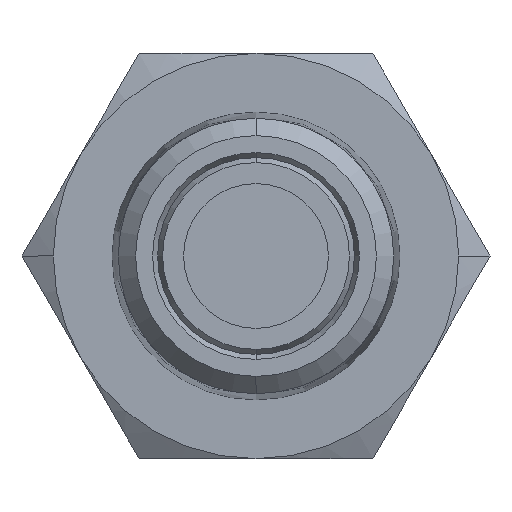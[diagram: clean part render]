
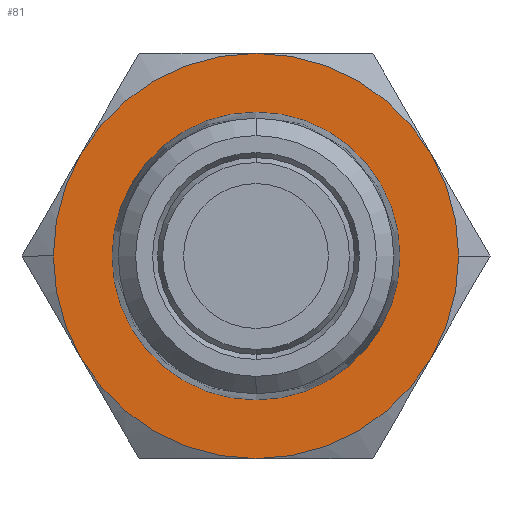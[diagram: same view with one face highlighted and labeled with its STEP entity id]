
A CAD part, front view. The second image highlights one B-rep face of the part: STEP entity #81.
In plain terms, the highlighted planar face has unit normal (0, -1, 0).
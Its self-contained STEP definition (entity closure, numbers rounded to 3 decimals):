
#81=ADVANCED_FACE('',(#190,#191),#192,.F.);
#190=FACE_OUTER_BOUND('',#328,.T.);
#191=FACE_BOUND('',#329,.T.);
#192=PLANE('',#330);
#328=EDGE_LOOP('',(#499,#500,#501,#502,#503,#504,#505,#506));
#329=EDGE_LOOP('',(#507,#508));
#330=AXIS2_PLACEMENT_3D('',#509,#510,#511);
#499=ORIENTED_EDGE('',*,*,#816,.T.);
#500=ORIENTED_EDGE('',*,*,#817,.T.);
#501=ORIENTED_EDGE('',*,*,#818,.F.);
#502=ORIENTED_EDGE('',*,*,#819,.F.);
#503=ORIENTED_EDGE('',*,*,#820,.T.);
#504=ORIENTED_EDGE('',*,*,#821,.T.);
#505=ORIENTED_EDGE('',*,*,#801,.F.);
#506=ORIENTED_EDGE('',*,*,#822,.F.);
#507=ORIENTED_EDGE('',*,*,#823,.F.);
#508=ORIENTED_EDGE('',*,*,#824,.F.);
#509=CARTESIAN_POINT('',(0.0,0.0,0.0));
#510=DIRECTION('',(0.0,1.0,0.0));
#511=DIRECTION('',(1.0,0.0,-0.0));
#801=EDGE_CURVE('',#945,#919,#946,.T.);
#816=EDGE_CURVE('',#950,#971,#972,.T.);
#817=EDGE_CURVE('',#971,#973,#974,.T.);
#818=EDGE_CURVE('',#975,#973,#976,.T.);
#819=EDGE_CURVE('',#937,#975,#977,.T.);
#820=EDGE_CURVE('',#937,#978,#979,.T.);
#821=EDGE_CURVE('',#978,#919,#980,.T.);
#822=EDGE_CURVE('',#950,#945,#981,.T.);
#823=EDGE_CURVE('',#982,#983,#984,.T.);
#824=EDGE_CURVE('',#983,#982,#985,.T.);
#919=VERTEX_POINT('',#1100);
#937=VERTEX_POINT('',#1166);
#945=VERTEX_POINT('',#1202);
#946=CIRCLE('',#1203,7.0);
#950=VERTEX_POINT('',#1216);
#971=VERTEX_POINT('',#1277);
#972=CIRCLE('',#1278,7.0);
#973=VERTEX_POINT('',#1279);
#974=CIRCLE('',#1280,7.0);
#975=VERTEX_POINT('',#1281);
#976=CIRCLE('',#1282,7.0);
#977=CIRCLE('',#1283,7.0);
#978=VERTEX_POINT('',#1284);
#979=CIRCLE('',#1285,7.0);
#980=CIRCLE('',#1286,7.0);
#981=CIRCLE('',#1287,7.0);
#982=VERTEX_POINT('',#1288);
#983=VERTEX_POINT('',#1289);
#984=CIRCLE('',#1290,4.973);
#985=CIRCLE('',#1291,4.973);
#1100=CARTESIAN_POINT('',(6.062,0.0,3.5));
#1166=CARTESIAN_POINT('',(6.062,0.0,-3.5));
#1202=CARTESIAN_POINT('',(0.,0.0,7.0));
#1203=AXIS2_PLACEMENT_3D('',#1521,#1522,#1523);
#1216=CARTESIAN_POINT('',(-6.062,0.0,3.5));
#1277=CARTESIAN_POINT('',(-7.0,0.0,0.));
#1278=AXIS2_PLACEMENT_3D('',#1534,#1535,#1536);
#1279=CARTESIAN_POINT('',(-6.062,0.0,-3.5));
#1280=AXIS2_PLACEMENT_3D('',#1537,#1538,#1539);
#1281=CARTESIAN_POINT('',(0.,0.0,-7.0));
#1282=AXIS2_PLACEMENT_3D('',#1540,#1541,#1542);
#1283=AXIS2_PLACEMENT_3D('',#1543,#1544,#1545);
#1284=CARTESIAN_POINT('',(7.0,0.0,0.));
#1285=AXIS2_PLACEMENT_3D('',#1546,#1547,#1548);
#1286=AXIS2_PLACEMENT_3D('',#1549,#1550,#1551);
#1287=AXIS2_PLACEMENT_3D('',#1552,#1553,#1554);
#1288=CARTESIAN_POINT('',(0.0,0.,-4.973));
#1289=CARTESIAN_POINT('',(0.,0.,4.973));
#1290=AXIS2_PLACEMENT_3D('',#1555,#1556,#1557);
#1291=AXIS2_PLACEMENT_3D('',#1558,#1559,#1560);
#1521=CARTESIAN_POINT('',(0.0,0.0,0.0));
#1522=DIRECTION('',(0.0,1.0,0.0));
#1523=DIRECTION('',(0.,0.0,1.0));
#1534=CARTESIAN_POINT('',(0.0,0.0,0.0));
#1535=DIRECTION('',(0.0,-1.0,0.0));
#1536=DIRECTION('',(-0.866,0.0,0.5));
#1537=CARTESIAN_POINT('',(0.0,0.0,0.0));
#1538=DIRECTION('',(0.0,-1.0,0.0));
#1539=DIRECTION('',(-0.866,0.0,0.5));
#1540=CARTESIAN_POINT('',(0.0,0.0,0.0));
#1541=DIRECTION('',(0.0,1.0,0.0));
#1542=DIRECTION('',(0.,0.0,-1.0));
#1543=CARTESIAN_POINT('',(0.0,0.0,0.0));
#1544=DIRECTION('',(0.0,1.0,0.0));
#1545=DIRECTION('',(0.866,0.0,-0.5));
#1546=CARTESIAN_POINT('',(0.0,0.0,0.0));
#1547=DIRECTION('',(0.0,-1.0,0.0));
#1548=DIRECTION('',(0.866,0.0,-0.5));
#1549=CARTESIAN_POINT('',(0.0,0.0,0.0));
#1550=DIRECTION('',(0.0,-1.0,0.0));
#1551=DIRECTION('',(0.866,0.0,-0.5));
#1552=CARTESIAN_POINT('',(0.0,0.0,0.0));
#1553=DIRECTION('',(0.0,1.0,0.0));
#1554=DIRECTION('',(-0.866,0.0,0.5));
#1555=CARTESIAN_POINT('',(0.0,0.,0.0));
#1556=DIRECTION('',(0.0,-1.0,0.0));
#1557=DIRECTION('',(0.0,0.0,-1.0));
#1558=CARTESIAN_POINT('',(0.0,0.,0.0));
#1559=DIRECTION('',(0.0,-1.0,0.0));
#1560=DIRECTION('',(0.0,0.0,-1.0));
